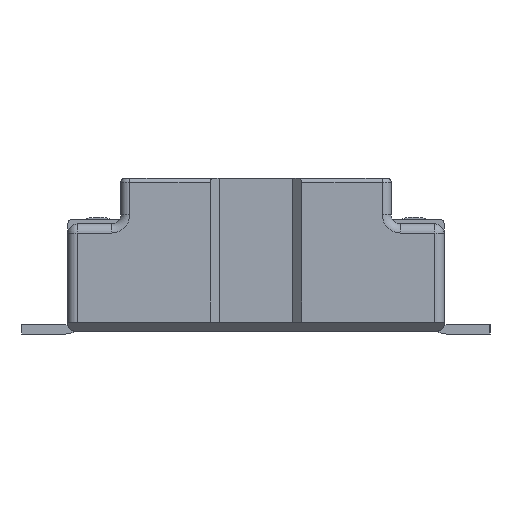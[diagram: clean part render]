
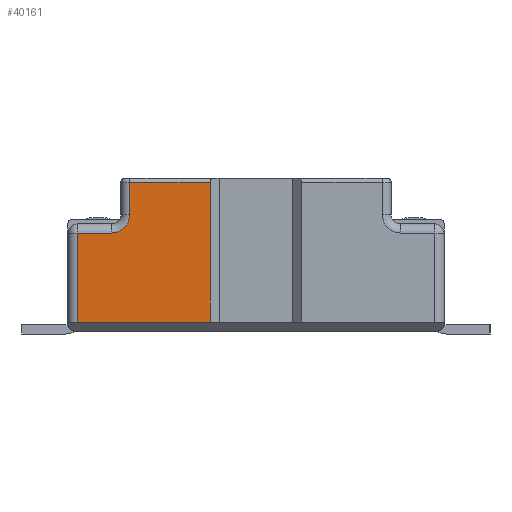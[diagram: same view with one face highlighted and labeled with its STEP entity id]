
A CAD part, left-side view. The second image highlights one B-rep face of the part: STEP entity #40161.
In plain terms, the highlighted planar face has unit normal (-1, 0, 0).
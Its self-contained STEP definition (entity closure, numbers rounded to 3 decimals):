
#1997=CIRCLE('',#43849,0.2);
#4673=FACE_OUTER_BOUND('',#7042,.T.);
#7042=EDGE_LOOP('',(#33797,#33798,#33799,#33800,#33801,#33802,#33803));
#10761=LINE('',#64712,#14918);
#10762=LINE('',#64715,#14919);
#10766=LINE('',#64723,#14923);
#10767=LINE('',#64727,#14924);
#10768=LINE('',#64729,#14925);
#10769=LINE('',#64730,#14926);
#14918=VECTOR('',#53526,0.875);
#14919=VECTOR('',#53529,1.52);
#14923=VECTOR('',#53535,0.35);
#14924=VECTOR('',#53538,0.375);
#14925=VECTOR('',#53539,0.97);
#14926=VECTOR('',#53540,1.45);
#18741=VERTEX_POINT('',#64702);
#18743=VERTEX_POINT('',#64708);
#18745=VERTEX_POINT('',#64714);
#18748=VERTEX_POINT('',#64722);
#18749=VERTEX_POINT('',#64724);
#18750=VERTEX_POINT('',#64726);
#18751=VERTEX_POINT('',#64728);
#23939=EDGE_CURVE('',#18741,#18743,#10761,.T.);
#23940=EDGE_CURVE('',#18743,#18745,#10762,.T.);
#23944=EDGE_CURVE('',#18748,#18741,#10766,.T.);
#23945=EDGE_CURVE('',#18749,#18748,#1997,.T.);
#23946=EDGE_CURVE('',#18750,#18749,#10767,.T.);
#23947=EDGE_CURVE('',#18751,#18750,#10768,.T.);
#23948=EDGE_CURVE('',#18745,#18751,#10769,.T.);
#33797=ORIENTED_EDGE('',*,*,#23939,.F.);
#33798=ORIENTED_EDGE('',*,*,#23944,.F.);
#33799=ORIENTED_EDGE('',*,*,#23945,.F.);
#33800=ORIENTED_EDGE('',*,*,#23946,.F.);
#33801=ORIENTED_EDGE('',*,*,#23947,.F.);
#33802=ORIENTED_EDGE('',*,*,#23948,.F.);
#33803=ORIENTED_EDGE('',*,*,#23940,.F.);
#38022=PLANE('',#43848);
#40161=ADVANCED_FACE('',(#4673),#38022,.T.);
#43848=AXIS2_PLACEMENT_3D('',#64721,#53533,#53534);
#43849=AXIS2_PLACEMENT_3D('',#64725,#53536,#53537);
#53526=DIRECTION('',(0.,-1.,0.));
#53529=DIRECTION('',(0.,0.,-1.));
#53533=DIRECTION('center_axis',(-1.,0.,0.));
#53534=DIRECTION('ref_axis',(0.,-1.,0.));
#53535=DIRECTION('',(0.,0.,1.));
#53536=DIRECTION('center_axis',(-1.,0.,0.));
#53537=DIRECTION('ref_axis',(0.,-0.707,-0.707));
#53538=DIRECTION('',(0.,-1.,0.));
#53539=DIRECTION('',(0.,0.,1.));
#53540=DIRECTION('',(0.,1.,0.));
#64702=CARTESIAN_POINT('',(-8.15,1.375,1.65));
#64708=CARTESIAN_POINT('',(-8.15,0.5,1.65));
#64712=CARTESIAN_POINT('',(-8.15,17.096,1.65));
#64714=CARTESIAN_POINT('',(-8.15,0.5,0.13));
#64715=CARTESIAN_POINT('',(-8.15,0.5,11.25));
#64721=CARTESIAN_POINT('Origin',(-8.15,36.242,-11.989));
#64722=CARTESIAN_POINT('',(-8.15,1.375,1.3));
#64723=CARTESIAN_POINT('',(-8.15,1.375,-5.394));
#64724=CARTESIAN_POINT('',(-8.15,1.575,1.1));
#64725=CARTESIAN_POINT('Origin',(-8.15,1.575,1.3));
#64726=CARTESIAN_POINT('',(-8.15,1.95,1.1));
#64727=CARTESIAN_POINT('',(-8.15,18.859,1.1));
#64728=CARTESIAN_POINT('',(-8.15,1.95,0.13));
#64729=CARTESIAN_POINT('',(-8.15,1.95,-5.244));
#64730=CARTESIAN_POINT('',(-8.15,-2.05,0.13));
